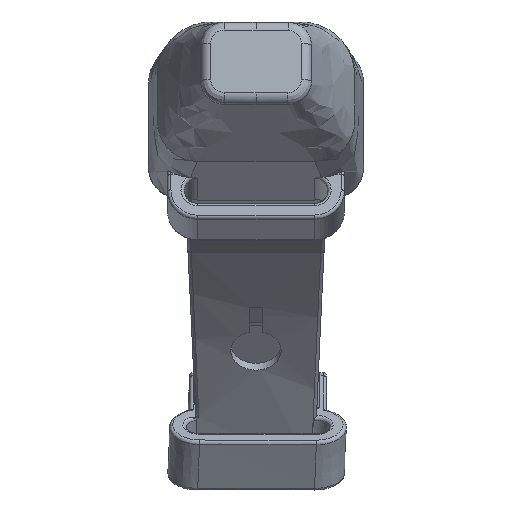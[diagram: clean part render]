
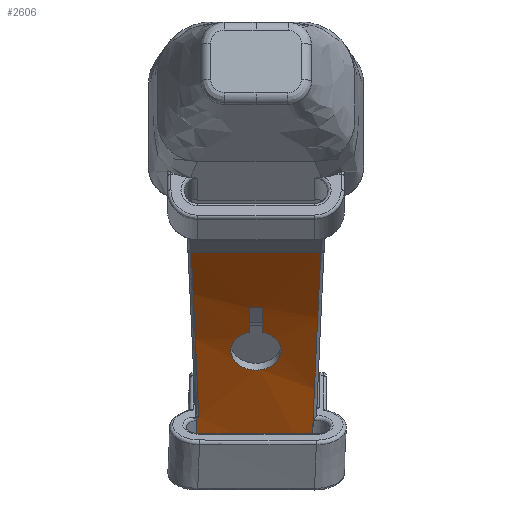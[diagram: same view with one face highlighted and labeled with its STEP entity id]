
A CAD part, front view. The second image highlights one B-rep face of the part: STEP entity #2606.
In plain terms, the highlighted cylindrical face has radius 265 mm (diameter 530 mm), a partial arc.
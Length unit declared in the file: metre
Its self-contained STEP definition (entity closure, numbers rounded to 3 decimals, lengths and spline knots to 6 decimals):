
#14=CIRCLE('',#2794,0.265);
#15=CIRCLE('',#2795,0.265);
#203=ELLIPSE('',#2796,0.265162,0.265);
#204=ELLIPSE('',#2797,0.265163,0.265);
#205=ELLIPSE('',#2798,0.265163,0.265);
#237=LINE('',#4123,#341);
#238=LINE('',#4143,#342);
#239=LINE('',#4147,#343);
#341=VECTOR('',#3029,1.);
#342=VECTOR('',#3034,1.);
#343=VECTOR('',#3037,1.);
#431=CYLINDRICAL_SURFACE('',#2793,0.265);
#558=ORIENTED_EDGE('',*,*,#1415,.F.);
#559=ORIENTED_EDGE('',*,*,#1416,.F.);
#560=ORIENTED_EDGE('',*,*,#1417,.F.);
#561=ORIENTED_EDGE('',*,*,#1418,.F.);
#562=ORIENTED_EDGE('',*,*,#1419,.F.);
#563=ORIENTED_EDGE('',*,*,#1420,.T.);
#564=ORIENTED_EDGE('',*,*,#1421,.T.);
#565=ORIENTED_EDGE('',*,*,#1422,.T.);
#566=ORIENTED_EDGE('',*,*,#1423,.T.);
#567=ORIENTED_EDGE('',*,*,#1424,.T.);
#568=ORIENTED_EDGE('',*,*,#1425,.T.);
#569=ORIENTED_EDGE('',*,*,#1426,.F.);
#1415=EDGE_CURVE('',#1842,#1843,#14,.T.);
#1416=EDGE_CURVE('',#1844,#1842,#237,.T.);
#1417=EDGE_CURVE('',#1845,#1844,#15,.T.);
#1418=EDGE_CURVE('',#1843,#1845,#2087,.T.);
#1419=EDGE_CURVE('',#1846,#1847,#203,.F.);
#1420=EDGE_CURVE('',#1846,#1848,#238,.F.);
#1421=EDGE_CURVE('',#1848,#1849,#204,.F.);
#1422=EDGE_CURVE('',#1849,#1850,#239,.T.);
#1423=EDGE_CURVE('',#1850,#1851,#205,.F.);
#1424=EDGE_CURVE('',#1851,#1852,#2088,.T.);
#1425=EDGE_CURVE('',#1852,#1853,#2089,.T.);
#1426=EDGE_CURVE('',#1847,#1853,#2090,.T.);
#1842=VERTEX_POINT('',#4121);
#1843=VERTEX_POINT('',#4122);
#1844=VERTEX_POINT('',#4124);
#1845=VERTEX_POINT('',#4126);
#1846=VERTEX_POINT('',#4141);
#1847=VERTEX_POINT('',#4142);
#1848=VERTEX_POINT('',#4144);
#1849=VERTEX_POINT('',#4146);
#1850=VERTEX_POINT('',#4148);
#1851=VERTEX_POINT('',#4150);
#1852=VERTEX_POINT('',#4155);
#1853=VERTEX_POINT('',#4164);
#2087=B_SPLINE_CURVE_WITH_KNOTS('',3,(#4127,#4128,#4129,#4130,#4131,#4132,
#4133,#4134,#4135,#4136,#4137,#4138,#4139),.UNSPECIFIED.,.F.,.F.,(4,1,1,
1,1,1,1,1,1,1,4),(0.,0.002699,0.005398,
0.010797,0.016195,0.021594,0.026992,
0.03239,0.037789,0.040488,0.043187),
 .UNSPECIFIED.);
#2088=B_SPLINE_CURVE_WITH_KNOTS('',3,(#4151,#4152,#4153,#4154),
 .UNSPECIFIED.,.F.,.F.,(4,4),(0.,0.002859),.UNSPECIFIED.);
#2089=B_SPLINE_CURVE_WITH_KNOTS('',3,(#4156,#4157,#4158,#4159,#4160,#4161,
#4162,#4163),.UNSPECIFIED.,.F.,.F.,(4,1,1,1,1,4),(0.,
0.000652,0.001303,0.001955,0.002281,
0.002606),.UNSPECIFIED.);
#2090=B_SPLINE_CURVE_WITH_KNOTS('',3,(#4165,#4166,#4167,#4168),
 .UNSPECIFIED.,.F.,.F.,(4,4),(0.007761,0.017675),
 .UNSPECIFIED.);
#2278=EDGE_LOOP('',(#558,#559,#560,#561));
#2279=EDGE_LOOP('',(#562,#563,#564,#565,#566,#567,#568,#569));
#2439=FACE_BOUND('',#2278,.T.);
#2440=FACE_BOUND('',#2279,.T.);
#2606=ADVANCED_FACE('',(#2439,#2440),#431,.F.);
#2793=AXIS2_PLACEMENT_3D('',#4119,#3025,#3026);
#2794=AXIS2_PLACEMENT_3D('',#4120,#3027,#3028);
#2795=AXIS2_PLACEMENT_3D('',#4125,#3030,#3031);
#2796=AXIS2_PLACEMENT_3D('',#4140,#3032,#3033);
#2797=AXIS2_PLACEMENT_3D('',#4145,#3035,#3036);
#2798=AXIS2_PLACEMENT_3D('',#4149,#3038,#3039);
#3025=DIRECTION('',(-1.,0.,0.));
#3026=DIRECTION('',(0.,1.,0.));
#3027=DIRECTION('',(-1.,0.,0.));
#3028=DIRECTION('',(0.,0.,1.));
#3029=DIRECTION('',(-1.,0.,0.));
#3030=DIRECTION('',(1.,0.,0.));
#3031=DIRECTION('',(0.,-1.,0.));
#3032=DIRECTION('',(-0.999,0.018,-0.03));
#3033=DIRECTION('',(-0.035,-0.51,0.859));
#3034=DIRECTION('',(-1.,0.,0.));
#3035=DIRECTION('',(-0.999,-0.018,0.03));
#3036=DIRECTION('',(-0.035,0.51,-0.859));
#3037=DIRECTION('',(-1.,0.,0.));
#3038=DIRECTION('',(0.999,-0.018,0.03));
#3039=DIRECTION('',(-0.035,-0.51,0.859));
#4119=CARTESIAN_POINT('',(0.0175,-0.101628,-0.242952));
#4120=CARTESIAN_POINT('',(-0.002,-0.101628,-0.242952));
#4121=CARTESIAN_POINT('',(-0.002,0.089476,-0.059365));
#4122=CARTESIAN_POINT('',(-0.002,0.096275,-0.066715));
#4123=CARTESIAN_POINT('',(0.0175,0.089476,-0.059365));
#4124=CARTESIAN_POINT('',(0.002,0.089476,-0.059365));
#4125=CARTESIAN_POINT('',(0.002,-0.101628,-0.242952));
#4126=CARTESIAN_POINT('',(0.002,0.096275,-0.066715));
#4127=CARTESIAN_POINT('',(-0.002,0.096275,-0.066715));
#4128=CARTESIAN_POINT('',(-0.00288,0.096436,-0.066896));
#4129=CARTESIAN_POINT('',(-0.004524,0.096963,-0.067489));
#4130=CARTESIAN_POINT('',(-0.007078,0.098716,-0.069483));
#4131=CARTESIAN_POINT('',(-0.008154,0.101766,-0.073048));
#4132=CARTESIAN_POINT('',(-0.005413,0.104985,-0.076999));
#4133=CARTESIAN_POINT('',(0.000001,0.106243,-0.078594));
#4134=CARTESIAN_POINT('',(0.005414,0.104985,-0.076998));
#4135=CARTESIAN_POINT('',(0.008154,0.101765,-0.073047));
#4136=CARTESIAN_POINT('',(0.007077,0.098715,-0.069482));
#4137=CARTESIAN_POINT('',(0.004521,0.096962,-0.067487));
#4138=CARTESIAN_POINT('',(0.00288,0.096436,-0.066896));
#4139=CARTESIAN_POINT('',(0.002,0.096275,-0.066715));
#4140=CARTESIAN_POINT('',(-0.0175,-0.101628,-0.242952));
#4141=CARTESIAN_POINT('',(-0.017524,0.125917,-0.107122));
#4142=CARTESIAN_POINT('',(-0.017767,0.122283,-0.101217));
#4143=CARTESIAN_POINT('',(0.0175,0.125916,-0.107126));
#4144=CARTESIAN_POINT('',(0.016524,0.125916,-0.107126));
#4145=CARTESIAN_POINT('',(0.016499,-0.101628,-0.242952));
#4146=CARTESIAN_POINT('',(0.019431,0.07195,-0.042713));
#4147=CARTESIAN_POINT('',(0.0175,0.07195,-0.042713));
#4148=CARTESIAN_POINT('',(-0.019431,0.07195,-0.042713));
#4149=CARTESIAN_POINT('',(-0.016499,-0.101628,-0.242952));
#4150=CARTESIAN_POINT('',(-0.017145,0.11633,-0.092223));
#4151=CARTESIAN_POINT('',(-0.017145,0.11633,-0.092223));
#4152=CARTESIAN_POINT('',(-0.018097,0.11633,-0.092223));
#4153=CARTESIAN_POINT('',(-0.01905,0.11633,-0.092223));
#4154=CARTESIAN_POINT('',(-0.020003,0.11633,-0.092223));
#4155=CARTESIAN_POINT('',(-0.020003,0.11633,-0.092223));
#4156=CARTESIAN_POINT('',(-0.020003,0.11633,-0.092223));
#4157=CARTESIAN_POINT('',(-0.019783,0.11633,-0.092223));
#4158=CARTESIAN_POINT('',(-0.019352,0.116361,-0.092267));
#4159=CARTESIAN_POINT('',(-0.018722,0.116471,-0.092426));
#4160=CARTESIAN_POINT('',(-0.018227,0.116601,-0.092616));
#4161=CARTESIAN_POINT('',(-0.017864,0.116735,-0.092809));
#4162=CARTESIAN_POINT('',(-0.017697,0.116833,-0.092953));
#4163=CARTESIAN_POINT('',(-0.017698,0.116897,-0.093045));
#4164=CARTESIAN_POINT('',(-0.017698,0.116897,-0.093045));
#4165=CARTESIAN_POINT('',(-0.017767,0.122283,-0.101217));
#4166=CARTESIAN_POINT('',(-0.017767,0.120538,-0.09846));
#4167=CARTESIAN_POINT('',(-0.017736,0.118742,-0.095736));
#4168=CARTESIAN_POINT('',(-0.017698,0.116897,-0.093045));
